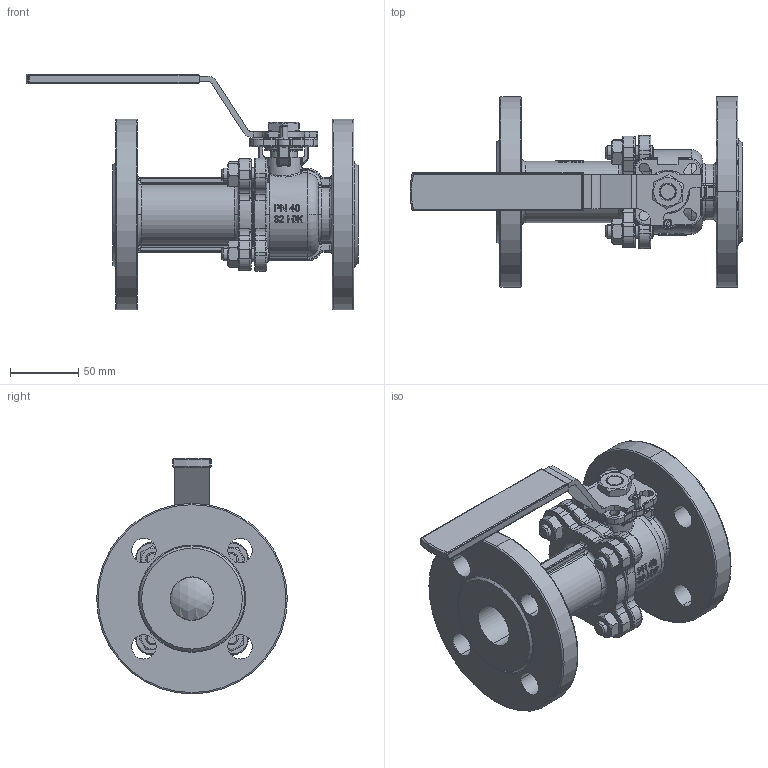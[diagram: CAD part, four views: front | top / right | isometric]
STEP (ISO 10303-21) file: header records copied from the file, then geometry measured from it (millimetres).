
FILE_DESCRIPTION((''),'2;1');
FILE_NAME('ÔÁ39 210 032 700.stp','2012-02-02T09:51:56',('Ãîíòàðåâ ÏÃ'),(''),'Autodesk Inventor 9','Autodesk Inventor 9','');
FILE_SCHEMA(('AUTOMOTIVE_DESIGN { 1 0 10303 214 1 1 1 1 }'));
Length unit declared in the file: millimetre
Products named in the file (22): 埡39 210 032 700; 扻豵鵨 DN32 700鐏; 眈襝鶋鍧 DN32_700鐏; 砎鍕罻 DN32_700; Ñåäëî  DN32_700; Êîëüöî32_700_íèæ; 扻錪犩; 扻錪犩 32_700_2; 嵑殧趌32; Ïðóæèíà òàðåëü÷àòàÿ 32_700; Ïðîêëàäêà 32_700; 崶鴈麧錪 DN32 700; Êîëüöî32_700_ñðåäíåå; ﾘ琺矜_32 ﾔ4_粢; 鎔艜; 埡39 210 032 710; Ðó÷êà32_700; ﾐ珞 32_700; Ãàéêà M14 # ÃÎÑÒ 5916-70 Èñïîëíåíèå 1; Øïèëüêà M10; Ãàéêà M10 # ÃÎÑÒ 5915-70 Èñïîëíåíèå 1; ÃÎÑÒ 9833-73 ãèäðàâë.  (Íàðóæíûå) 013-016-19
Assembly tree (30 placements, depth 3):
  埡39 210 032 700
    扻豵鵨 DN32 700鐏
    眈襝鶋鍧 DN32_700鐏
    砎鍕罻 DN32_700
    Ñåäëî  DN32_700  x2
    Êîëüöî32_700_íèæ
    扻錪犩
    扻錪犩 32_700_2
    嵑殧趌32
    Ïðóæèíà òàðåëü÷àòàÿ 32_700  x2
    Ïðîêëàäêà 32_700
    崶鴈麧錪 DN32 700
    Êîëüöî32_700_ñðåäíåå
    ﾘ琺矜_32 ﾔ4_粢
    鎔艜
    埡39 210 032 710
      Ðó÷êà32_700
      ﾐ珞 32_700
    Ãàéêà M14 # ÃÎÑÒ 5916-70 Èñïîëíåíèå 1  x2
    Øïèëüêà M10  x4
    Ãàéêà M10 # ÃÎÑÒ 5915-70 Èñïîëíåíèå 1  x4
    ÃÎÑÒ 9833-73 ãèäðàâë.  (Íàðóæíûå) 013-016-19
Bounding box: 243.83 x 140 x 173.3 mm (x, y, z)
Volume: 771417.1 mm3; surface area: 219108.3 mm2
Topology: 29 solids, 29 shells, 1438 faces, 3694 edges, 2318 vertices
Faces by surface type: cylinder 510, plane 345, bspline 298, torus 139, cone 132, sphere 14
Entity records: 77768 total; most frequent: CARTESIAN_POINT 45868, ORIENTED_EDGE 6812, DIRECTION 6371, EDGE_CURVE 3406, AXIS2_PLACEMENT_3D 2560, VERTEX_POINT 2156, CIRCLE 1465, EDGE_LOOP 1440
